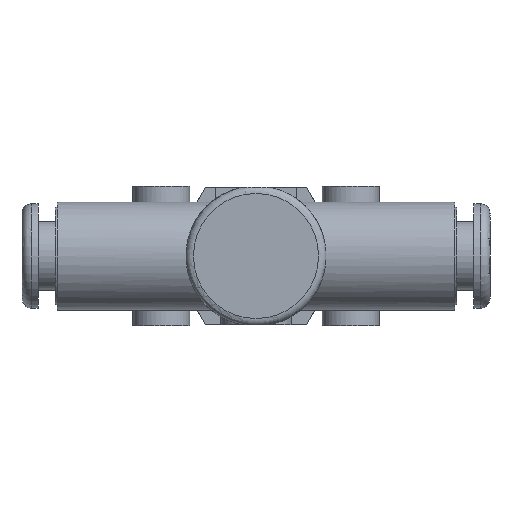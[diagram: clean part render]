
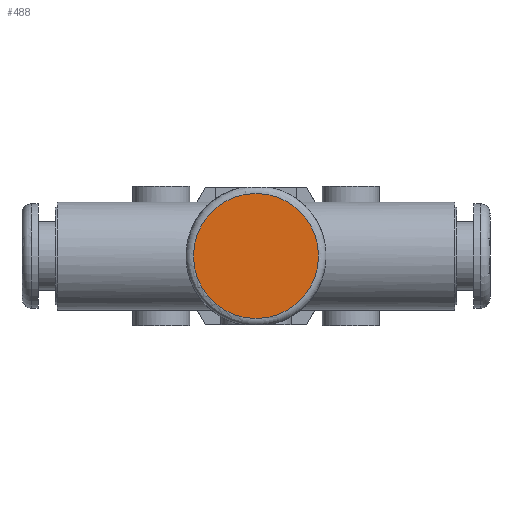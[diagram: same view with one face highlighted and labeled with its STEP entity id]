
A CAD part, front view. The second image highlights one B-rep face of the part: STEP entity #488.
In plain terms, the highlighted planar face has unit normal (0, -1, 0).
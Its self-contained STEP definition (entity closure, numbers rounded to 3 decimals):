
#488 = ADVANCED_FACE( '', ( #1005 ), #1006, .F. );
#1005 = FACE_OUTER_BOUND( '', #1529, .T. );
#1006 = PLANE( '', #1530 );
#1529 = EDGE_LOOP( '', ( #2576 ) );
#1530 = AXIS2_PLACEMENT_3D( '', #2577, #2578, #2579 );
#2576 = ORIENTED_EDGE( '', *, *, #2833, .T. );
#2577 = CARTESIAN_POINT( '', ( 6.6, -6.4, 0. ) );
#2578 = DIRECTION( '', ( 0., 1., 0. ) );
#2579 = DIRECTION( '', ( 0., 0., 1. ) );
#2833 = EDGE_CURVE( '', #3294, #3294, #3295, .T. );
#3294 = VERTEX_POINT( '', #4015 );
#3295 = CIRCLE( '', #4016, 6.6 );
#4015 = CARTESIAN_POINT( '', ( 0., -6.4, -6.6 ) );
#4016 = AXIS2_PLACEMENT_3D( '', #5408, #5409, #5410 );
#5408 = CARTESIAN_POINT( '', ( 0., -6.4, 0. ) );
#5409 = DIRECTION( '', ( 0., -1., 0. ) );
#5410 = DIRECTION( '', ( 0., 0., -1. ) );
